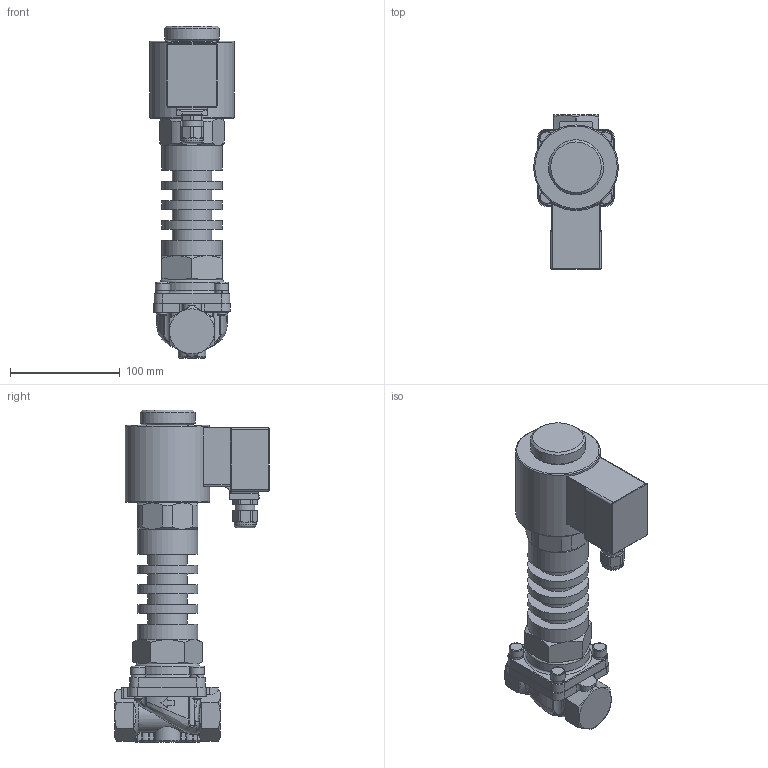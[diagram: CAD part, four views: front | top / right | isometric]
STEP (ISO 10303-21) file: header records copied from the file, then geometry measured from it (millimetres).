
FILE_DESCRIPTION(/* description */ ('2/2 zwangsgest. Kolben-Magnetventil'),/* implementation_level */ '2;1');
FILE_NAME(/* name */ '035.000220-A3525-1004-T242-DT.stp',/* time_stamp */ '2023-03-06T10:05:57+01:00',/* author */ ('EToews'),/* organization */ (''),/* preprocessor_version */ 'ST-DEVELOPER v16.1',/* originating_system */ 'Autodesk Inventor 2016',/* authorisation */ '');
FILE_SCHEMA (('AUTOMOTIVE_DESIGN { 1 0 10303 214 3 1 1 }'));
Length unit declared in the file: millimetre
Products named in the file (1): 88-002723
Bounding box: 77 x 140.5 x 302 mm (x, y, z)
Volume: 1078739.9 mm3; surface area: 109401.5 mm2
Topology: 2 solids, 2 shells, 428 faces, 1063 edges, 668 vertices
Faces by surface type: cylinder 160, plane 147, cone 54, torus 41, bspline 26
Full cylindrical faces by diameter (mm): 8 x8, 13 x4, 18 x1, 20 x1, 36 x4, 50 x1, 55 x5, 58 x1, 77 x1
Entity records: 14321 total; most frequent: CARTESIAN_POINT 4145, ORIENTED_EDGE 2006, DIRECTION 2003, EDGE_CURVE 1003, AXIS2_PLACEMENT_3D 819, VERTEX_POINT 657, EDGE_LOOP 514, STYLED_ITEM 430
